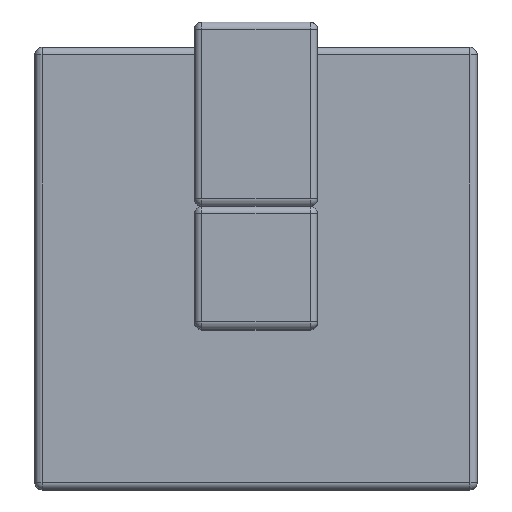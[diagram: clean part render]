
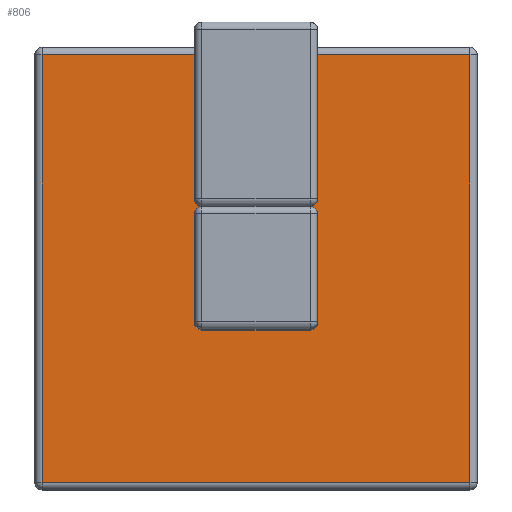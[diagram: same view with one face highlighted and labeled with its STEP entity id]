
A CAD part, top view. The second image highlights one B-rep face of the part: STEP entity #806.
In plain terms, the highlighted planar face has unit normal (0, 0, 1).
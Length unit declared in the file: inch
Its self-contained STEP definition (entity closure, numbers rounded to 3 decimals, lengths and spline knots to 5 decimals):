
#68=DIRECTION('',(0.,-1.,0.));
#69=VECTOR('',#68,1.74);
#70=CARTESIAN_POINT('',(-0.87,0.87,0.375));
#71=LINE('',#70,#69);
#72=DIRECTION('',(-1.,0.,0.));
#73=VECTOR('',#72,1.74);
#74=CARTESIAN_POINT('',(0.87,0.87,0.375));
#75=LINE('',#74,#73);
#76=DIRECTION('',(0.,1.,0.));
#77=VECTOR('',#76,1.74);
#78=CARTESIAN_POINT('',(0.87,-0.87,0.375));
#79=LINE('',#78,#77);
#80=DIRECTION('',(1.,0.,0.));
#81=VECTOR('',#80,1.74);
#82=CARTESIAN_POINT('',(-0.87,-0.87,0.375));
#83=LINE('',#82,#81);
#84=DIRECTION('',(0.,1.,0.));
#85=VECTOR('',#84,0.04314);
#86=CARTESIAN_POINT('',(0.195,0.10186,0.375));
#87=LINE('',#86,#85);
#88=DIRECTION('',(-1.,0.,0.));
#89=VECTOR('',#88,0.04314);
#90=CARTESIAN_POINT('',(0.145,0.195,0.375));
#91=LINE('',#90,#89);
#92=DIRECTION('',(-1.,0.,0.));
#93=VECTOR('',#92,0.04314);
#94=CARTESIAN_POINT('',(-0.10186,0.195,0.375));
#95=LINE('',#94,#93);
#96=DIRECTION('',(0.,-1.,0.));
#97=VECTOR('',#96,0.04314);
#98=CARTESIAN_POINT('',(-0.195,0.145,0.375));
#99=LINE('',#98,#97);
#100=CARTESIAN_POINT('',(0.,0.,0.375));
#101=DIRECTION('',(0.,0.,-1.));
#102=DIRECTION('',(-0.886,-0.463,0.));
#103=AXIS2_PLACEMENT_3D('',#100,#101,#102);
#105=DIRECTION('',(0.,-1.,0.));
#106=VECTOR('',#105,0.04314);
#107=CARTESIAN_POINT('',(-0.195,-0.10186,0.375));
#108=LINE('',#107,#106);
#109=DIRECTION('',(1.,0.,0.));
#110=VECTOR('',#109,0.04314);
#111=CARTESIAN_POINT('',(-0.145,-0.195,0.375));
#112=LINE('',#111,#110);
#113=DIRECTION('',(1.,0.,0.));
#114=VECTOR('',#113,0.04314);
#115=CARTESIAN_POINT('',(0.10186,-0.195,0.375));
#116=LINE('',#115,#114);
#117=DIRECTION('',(0.,1.,0.));
#118=VECTOR('',#117,0.04314);
#119=CARTESIAN_POINT('',(0.195,-0.145,0.375));
#120=LINE('',#119,#118);
#121=CARTESIAN_POINT('',(0.,0.,0.375));
#122=DIRECTION('',(0.,0.,-1.));
#123=DIRECTION('',(0.886,0.463,0.));
#124=AXIS2_PLACEMENT_3D('',#121,#122,#123);
#227=CARTESIAN_POINT('',(0.145,0.145,0.375));
#228=DIRECTION('',(0.,0.,-1.));
#229=DIRECTION('',(0.,1.,0.));
#230=AXIS2_PLACEMENT_3D('',#227,#228,#229);
#245=CARTESIAN_POINT('',(-0.145,0.145,0.375));
#246=DIRECTION('',(0.,0.,-1.));
#247=DIRECTION('',(-1.,0.,0.));
#248=AXIS2_PLACEMENT_3D('',#245,#246,#247);
#474=CARTESIAN_POINT('',(0.,0.,0.375));
#475=DIRECTION('',(0.,0.,-1.));
#476=DIRECTION('',(0.463,-0.886,0.));
#477=AXIS2_PLACEMENT_3D('',#474,#475,#476);
#483=CARTESIAN_POINT('',(0.,0.,0.375));
#484=DIRECTION('',(0.,0.,-1.));
#485=DIRECTION('',(-0.463,0.886,0.));
#486=AXIS2_PLACEMENT_3D('',#483,#484,#485);
#509=CARTESIAN_POINT('',(0.145,-0.145,0.375));
#510=DIRECTION('',(0.,0.,-1.));
#511=DIRECTION('',(1.,0.,0.));
#512=AXIS2_PLACEMENT_3D('',#509,#510,#511);
#519=CARTESIAN_POINT('',(-0.145,-0.145,0.375));
#520=DIRECTION('',(0.,0.,-1.));
#521=DIRECTION('',(0.,-1.,0.));
#522=AXIS2_PLACEMENT_3D('',#519,#520,#521);
#549=CARTESIAN_POINT('',(-0.87,0.87,0.375));
#550=CARTESIAN_POINT('',(-0.87,-0.87,0.375));
#551=VERTEX_POINT('',#549);
#552=VERTEX_POINT('',#550);
#557=CARTESIAN_POINT('',(0.87,-0.87,0.375));
#558=VERTEX_POINT('',#557);
#563=CARTESIAN_POINT('',(0.87,0.87,0.375));
#564=VERTEX_POINT('',#563);
#609=CARTESIAN_POINT('',(-0.195,-0.10186,0.375));
#611=VERTEX_POINT('',#609);
#613=CARTESIAN_POINT('',(-0.195,0.10186,0.375));
#615=VERTEX_POINT('',#613);
#617=CARTESIAN_POINT('',(-0.10186,-0.195,0.375));
#619=VERTEX_POINT('',#617);
#621=CARTESIAN_POINT('',(-0.10186,0.195,0.375));
#623=VERTEX_POINT('',#621);
#625=CARTESIAN_POINT('',(0.10186,-0.195,0.375));
#627=VERTEX_POINT('',#625);
#629=CARTESIAN_POINT('',(0.195,0.10186,0.375));
#631=VERTEX_POINT('',#629);
#633=CARTESIAN_POINT('',(0.195,-0.10186,0.375));
#635=VERTEX_POINT('',#633);
#637=CARTESIAN_POINT('',(0.10186,0.195,0.375));
#639=VERTEX_POINT('',#637);
#641=CARTESIAN_POINT('',(-0.195,0.145,0.375));
#643=VERTEX_POINT('',#641);
#645=CARTESIAN_POINT('',(-0.145,0.195,0.375));
#647=VERTEX_POINT('',#645);
#649=CARTESIAN_POINT('',(0.145,0.195,0.375));
#651=VERTEX_POINT('',#649);
#653=CARTESIAN_POINT('',(0.195,0.145,0.375));
#655=VERTEX_POINT('',#653);
#657=CARTESIAN_POINT('',(0.195,-0.145,0.375));
#659=VERTEX_POINT('',#657);
#661=CARTESIAN_POINT('',(0.145,-0.195,0.375));
#663=VERTEX_POINT('',#661);
#665=CARTESIAN_POINT('',(-0.145,-0.195,0.375));
#667=VERTEX_POINT('',#665);
#669=CARTESIAN_POINT('',(-0.195,-0.145,0.375));
#671=VERTEX_POINT('',#669);
#758=CARTESIAN_POINT('',(0.,0.,0.375));
#759=DIRECTION('',(0.,0.,1.));
#760=DIRECTION('',(1.,0.,0.));
#761=AXIS2_PLACEMENT_3D('',#758,#759,#760);
#762=PLANE('',#761);
#764=ORIENTED_EDGE('',*,*,#763,.F.);
#766=ORIENTED_EDGE('',*,*,#765,.F.);
#767=ORIENTED_EDGE('',*,*,#748,.F.);
#769=ORIENTED_EDGE('',*,*,#768,.F.);
#770=EDGE_LOOP('',(#764,#766,#767,#769));
#771=FACE_OUTER_BOUND('',#770,.F.);
#773=ORIENTED_EDGE('',*,*,#772,.T.);
#775=ORIENTED_EDGE('',*,*,#774,.F.);
#777=ORIENTED_EDGE('',*,*,#776,.T.);
#779=ORIENTED_EDGE('',*,*,#778,.F.);
#781=ORIENTED_EDGE('',*,*,#780,.T.);
#783=ORIENTED_EDGE('',*,*,#782,.F.);
#785=ORIENTED_EDGE('',*,*,#784,.T.);
#787=ORIENTED_EDGE('',*,*,#786,.F.);
#789=ORIENTED_EDGE('',*,*,#788,.T.);
#791=ORIENTED_EDGE('',*,*,#790,.F.);
#793=ORIENTED_EDGE('',*,*,#792,.T.);
#795=ORIENTED_EDGE('',*,*,#794,.F.);
#797=ORIENTED_EDGE('',*,*,#796,.T.);
#799=ORIENTED_EDGE('',*,*,#798,.F.);
#801=ORIENTED_EDGE('',*,*,#800,.T.);
#803=ORIENTED_EDGE('',*,*,#802,.F.);
#804=EDGE_LOOP('',(#773,#775,#777,#779,#781,#783,#785,#787,#789,#791,#793,#795,
#797,#799,#801,#803));
#805=FACE_BOUND('',#804,.F.);
#806=ADVANCED_FACE('',(#771,#805),#762,.T.);
#104=CIRCLE('',#103,0.22);
#125=CIRCLE('',#124,0.22);
#231=CIRCLE('',#230,0.05);
#249=CIRCLE('',#248,0.05);
#478=CIRCLE('',#477,0.22);
#487=CIRCLE('',#486,0.22);
#513=CIRCLE('',#512,0.05);
#523=CIRCLE('',#522,0.05);
#748=EDGE_CURVE('',#558,#564,#79,.T.);
#763=EDGE_CURVE('',#551,#552,#71,.T.);
#765=EDGE_CURVE('',#564,#551,#75,.T.);
#768=EDGE_CURVE('',#552,#558,#83,.T.);
#772=EDGE_CURVE('',#631,#655,#87,.T.);
#774=EDGE_CURVE('',#651,#655,#231,.T.);
#776=EDGE_CURVE('',#651,#639,#91,.T.);
#778=EDGE_CURVE('',#623,#639,#487,.T.);
#780=EDGE_CURVE('',#623,#647,#95,.T.);
#782=EDGE_CURVE('',#643,#647,#249,.T.);
#784=EDGE_CURVE('',#643,#615,#99,.T.);
#786=EDGE_CURVE('',#611,#615,#104,.T.);
#788=EDGE_CURVE('',#611,#671,#108,.T.);
#790=EDGE_CURVE('',#667,#671,#523,.T.);
#792=EDGE_CURVE('',#667,#619,#112,.T.);
#794=EDGE_CURVE('',#627,#619,#478,.T.);
#796=EDGE_CURVE('',#627,#663,#116,.T.);
#798=EDGE_CURVE('',#659,#663,#513,.T.);
#800=EDGE_CURVE('',#659,#635,#120,.T.);
#802=EDGE_CURVE('',#631,#635,#125,.T.);
